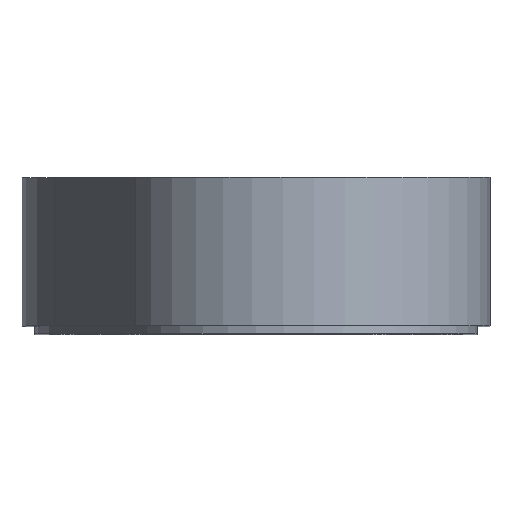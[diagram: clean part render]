
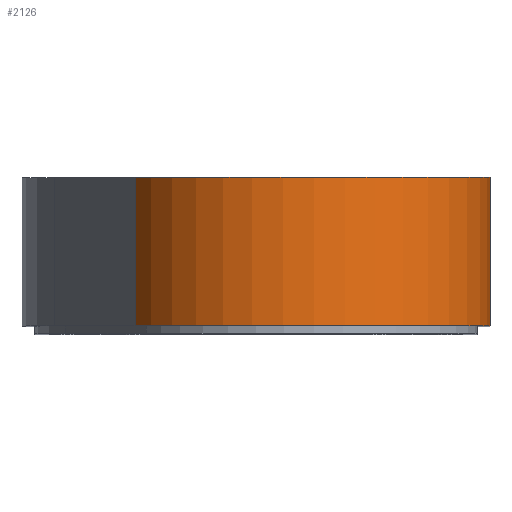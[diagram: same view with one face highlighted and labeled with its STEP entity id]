
A CAD part, top view. The second image highlights one B-rep face of the part: STEP entity #2126.
In plain terms, the highlighted cylindrical face has radius 12 mm (diameter 24 mm), a partial arc.
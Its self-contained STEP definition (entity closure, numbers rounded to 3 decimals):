
#216=FACE_OUTER_BOUND('',#340,.T.);
#340=EDGE_LOOP('',(#1969,#1970,#1971,#1972));
#559=LINE('',#3565,#778);
#560=LINE('',#3567,#779);
#778=VECTOR('',#2943,10.);
#779=VECTOR('',#2946,10.);
#807=CIRCLE('',#2181,12.);
#852=CIRCLE('',#2276,12.);
#913=VERTEX_POINT('',#3088);
#914=VERTEX_POINT('',#3089);
#1026=VERTEX_POINT('',#3413);
#1027=VERTEX_POINT('',#3415);
#1131=EDGE_CURVE('',#913,#914,#807,.T.);
#1294=EDGE_CURVE('',#1026,#1027,#852,.T.);
#1368=EDGE_CURVE('',#1026,#913,#559,.T.);
#1369=EDGE_CURVE('',#1027,#914,#560,.T.);
#1969=ORIENTED_EDGE('',*,*,#1131,.T.);
#1970=ORIENTED_EDGE('',*,*,#1369,.F.);
#1971=ORIENTED_EDGE('',*,*,#1294,.F.);
#1972=ORIENTED_EDGE('',*,*,#1368,.T.);
#2013=CYLINDRICAL_SURFACE('',#2328,12.);
#2126=ADVANCED_FACE('',(#216),#2013,.T.);
#2181=AXIS2_PLACEMENT_3D('',#3090,#2472,#2473);
#2276=AXIS2_PLACEMENT_3D('',#3416,#2780,#2781);
#2328=AXIS2_PLACEMENT_3D('',#3566,#2944,#2945);
#2472=DIRECTION('center_axis',(0.,1.,0.));
#2473=DIRECTION('ref_axis',(-0.896,0.,0.443));
#2780=DIRECTION('center_axis',(0.,1.,0.));
#2781=DIRECTION('ref_axis',(-0.896,0.,0.443));
#2943=DIRECTION('',(0.,-1.,0.));
#2944=DIRECTION('center_axis',(0.,-1.,0.));
#2945=DIRECTION('ref_axis',(-0.896,0.,0.443));
#2946=DIRECTION('',(0.,-1.,0.));
#3088=CARTESIAN_POINT('',(7.244,-9.5,54.321));
#3089=CARTESIAN_POINT('',(30.,-9.5,49.));
#3090=CARTESIAN_POINT('Origin',(18.,-9.5,49.));
#3413=CARTESIAN_POINT('',(7.244,0.,54.321));
#3415=CARTESIAN_POINT('',(30.,0.,49.));
#3416=CARTESIAN_POINT('Origin',(18.,0.,49.));
#3565=CARTESIAN_POINT('',(7.244,0.,54.321));
#3566=CARTESIAN_POINT('Origin',(18.,0.,49.));
#3567=CARTESIAN_POINT('',(30.,0.,49.));
